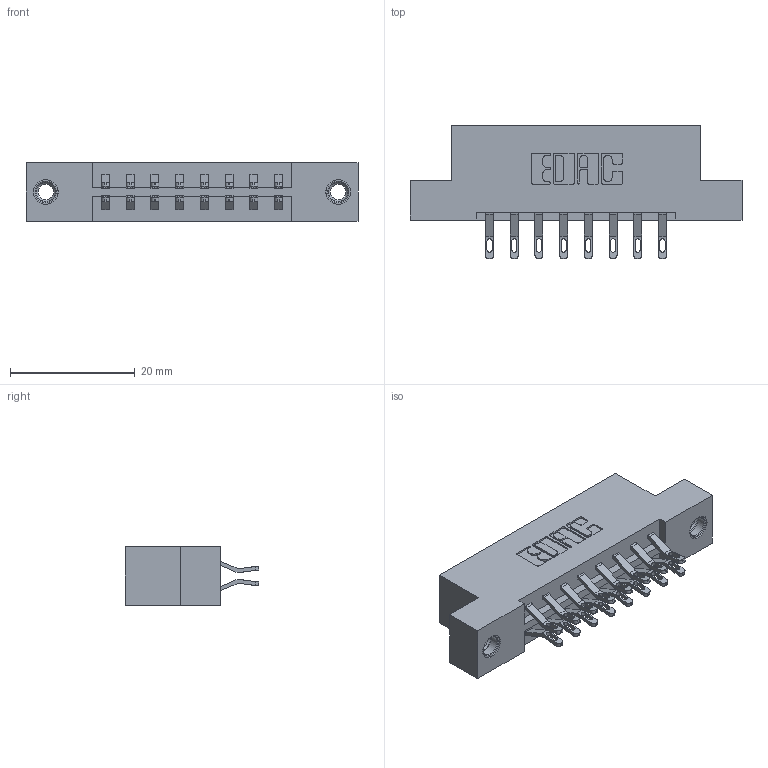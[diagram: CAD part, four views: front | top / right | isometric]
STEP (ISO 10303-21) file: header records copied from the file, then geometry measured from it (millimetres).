
FILE_DESCRIPTION (( 'STEP AP203' ), '1' );
FILE_NAME ('333-016-555-207.STEP', '2018-08-01T12:12:06', ( '' ), ( '' ), 'SwSTEP 2.0', 'SolidWorks 2016', '' );
FILE_SCHEMA (( 'CONFIG_CONTROL_DESIGN' ));
Length unit declared in the file: inch
Products named in the file (4): 345-292-001_555 Tail; 345-250-001_345-250-005-103; 333-016-555-207; 333 Part_Flush - .156 Dia - TI
Assembly tree (19 placements, depth 2):
  333-016-555-207
    333 Part_Flush - .156 Dia - TI
    345-292-001_555 Tail  x16
    345-250-001_345-250-005-103  x2
Bounding box: 53.24 x 21.47 x 9.4 mm (x, y, z)
Volume: 5150.3 mm3; surface area: 5931.2 mm2
Topology: 19 solids, 19 shells, 1102 faces, 3375 edges, 2242 vertices
Faces by surface type: plane 646, cylinder 440, cone 12, torus 4
Entity records: 11056 total; most frequent: CARTESIAN_POINT 1891, ORIENTED_EDGE 1790, DIRECTION 1677, EDGE_CURVE 895, LINE 727, VECTOR 727, VERTEX_POINT 592, AXIS2_PLACEMENT_3D 475
